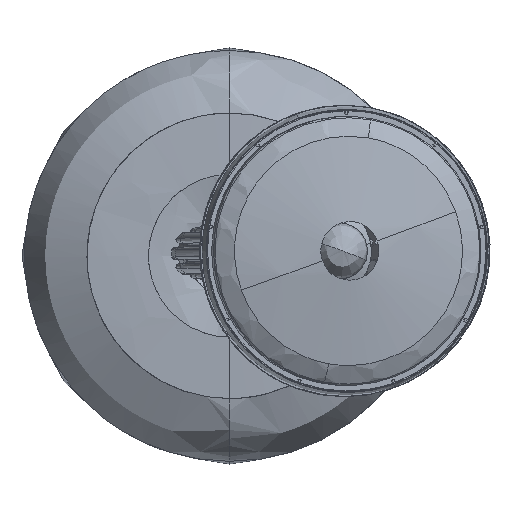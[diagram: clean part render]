
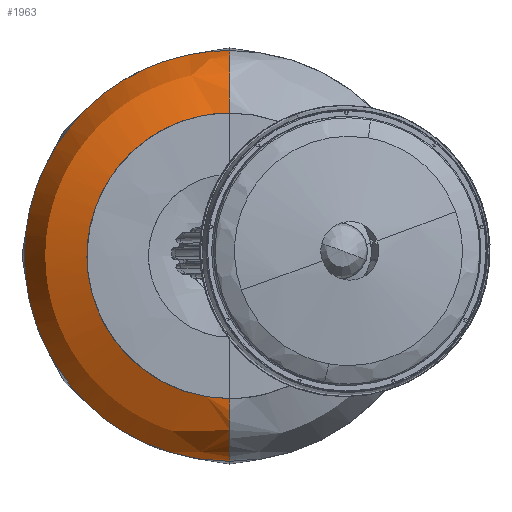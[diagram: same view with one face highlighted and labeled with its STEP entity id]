
A CAD part, top view. The second image highlights one B-rep face of the part: STEP entity #1963.
In plain terms, the highlighted free-form (B-spline) face has degree [2, 2] with [5, 9] control points.
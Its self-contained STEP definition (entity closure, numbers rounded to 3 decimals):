
#802=(
BOUNDED_CURVE()
B_SPLINE_CURVE(2,(#44717,#44718,#44719),.UNSPECIFIED.,.F.,.F.)
B_SPLINE_CURVE_WITH_KNOTS((3,3),(240.096,307.441),
 .UNSPECIFIED.)
CURVE()
GEOMETRIC_REPRESENTATION_ITEM()
RATIONAL_B_SPLINE_CURVE((1.,0.782,1.))
REPRESENTATION_ITEM('')
);
#811=(
BOUNDED_CURVE()
B_SPLINE_CURVE(2,(#44807,#44808,#44809,#44810,#44811,#44812,#44813),
 .UNSPECIFIED.,.F.,.F.)
B_SPLINE_CURVE_WITH_KNOTS((3,2,2,3),(0.75,0.813,1.,1.25),
 .UNSPECIFIED.)
CURVE()
GEOMETRIC_REPRESENTATION_ITEM()
RATIONAL_B_SPLINE_CURVE((1.,0.981,1.,0.831,1.,0.707,
1.))
REPRESENTATION_ITEM('')
);
#812=(
BOUNDED_CURVE()
B_SPLINE_CURVE(2,(#44814,#44815,#44816),.UNSPECIFIED.,.F.,.F.)
B_SPLINE_CURVE_WITH_KNOTS((3,3),(240.096,307.441),
 .UNSPECIFIED.)
CURVE()
GEOMETRIC_REPRESENTATION_ITEM()
RATIONAL_B_SPLINE_CURVE((1.,0.782,1.))
REPRESENTATION_ITEM('')
);
#813=(
BOUNDED_CURVE()
B_SPLINE_CURVE(2,(#44817,#44818,#44819,#44820,#44821,#44822,#44823),
 .UNSPECIFIED.,.F.,.F.)
B_SPLINE_CURVE_WITH_KNOTS((3,2,2,3),(0.75,0.813,1.,1.25),.UNSPECIFIED.)
CURVE()
GEOMETRIC_REPRESENTATION_ITEM()
RATIONAL_B_SPLINE_CURVE((1.,0.981,1.,0.831,1.,0.707,
1.))
REPRESENTATION_ITEM('')
);
#1963=ADVANCED_FACE('',(#2646),#17212,.T.);
#2646=FACE_OUTER_BOUND('',#3605,.T.);
#3605=EDGE_LOOP('',(#6540,#6541,#6542,#6543));
#6540=ORIENTED_EDGE('',*,*,#10430,.T.);
#6541=ORIENTED_EDGE('',*,*,#10419,.T.);
#6542=ORIENTED_EDGE('',*,*,#10432,.F.);
#6543=ORIENTED_EDGE('',*,*,#10431,.F.);
#10419=EDGE_CURVE('',#16008,#16009,#802,.T.);
#10430=EDGE_CURVE('',#16013,#16008,#811,.T.);
#10431=EDGE_CURVE('',#16013,#16014,#812,.T.);
#10432=EDGE_CURVE('',#16014,#16009,#813,.T.);
#16008=VERTEX_POINT('',#44637);
#16009=VERTEX_POINT('',#44638);
#16013=VERTEX_POINT('',#44642);
#16014=VERTEX_POINT('',#44643);
#17212=(
BOUNDED_SURFACE()
B_SPLINE_SURFACE(2,2,((#44569,#44570,#44571,#44572,#44573,#44574,#44575,
#44576,#44577),(#44578,#44579,#44580,#44581,#44582,#44583,#44584,#44585,
#44586),(#44587,#44588,#44589,#44590,#44591,#44592,#44593,#44594,#44595),
(#44596,#44597,#44598,#44599,#44600,#44601,#44602,#44603,#44604),(#44605,
#44606,#44607,#44608,#44609,#44610,#44611,#44612,#44613)),.UNSPECIFIED.,
 .F.,.F.,.F.)
B_SPLINE_SURFACE_WITH_KNOTS((3,2,3),(3,2,2,2,3),(309.486,464.23,
618.973),(0.,78.54,157.08,235.619,
314.159),.UNSPECIFIED.)
GEOMETRIC_REPRESENTATION_ITEM()
RATIONAL_B_SPLINE_SURFACE(((1.,0.707,1.,0.707,1.,
0.707,1.,0.707,1.),(0.707,0.5,0.707,
0.5,0.707,0.5,0.707,0.5,0.707),(1.,
0.707,1.,0.707,1.,0.707,1.,0.707,
1.),(0.707,0.5,0.707,0.5,0.707,0.5,
0.707,0.5,0.707),(1.,0.707,1.,0.707,
1.,0.707,1.,0.707,1.)))
REPRESENTATION_ITEM('')
SURFACE()
);
#44569=CARTESIAN_POINT('',(-266.934,977.2,-979.619));
#44570=CARTESIAN_POINT('',(-266.934,977.2,-1029.619));
#44571=CARTESIAN_POINT('',(-266.934,1027.2,-1029.619));
#44572=CARTESIAN_POINT('',(-266.934,1077.2,-1029.619));
#44573=CARTESIAN_POINT('',(-266.934,1077.2,-979.619));
#44574=CARTESIAN_POINT('',(-266.934,1077.2,-929.619));
#44575=CARTESIAN_POINT('',(-266.934,1027.2,-929.619));
#44576=CARTESIAN_POINT('',(-266.934,977.2,-929.619));
#44577=CARTESIAN_POINT('',(-266.934,977.2,-979.619));
#44578=CARTESIAN_POINT('',(-415.447,977.2,-979.619));
#44579=CARTESIAN_POINT('',(-415.447,977.2,-1029.619));
#44580=CARTESIAN_POINT('',(-365.447,1027.2,-1029.619));
#44581=CARTESIAN_POINT('',(-315.447,1077.2,-1029.619));
#44582=CARTESIAN_POINT('',(-315.447,1077.2,-979.619));
#44583=CARTESIAN_POINT('',(-315.447,1077.2,-929.619));
#44584=CARTESIAN_POINT('',(-365.447,1027.2,-929.619));
#44585=CARTESIAN_POINT('',(-415.447,977.2,-929.619));
#44586=CARTESIAN_POINT('',(-415.447,977.2,-979.619));
#44587=CARTESIAN_POINT('',(-415.447,1125.712,-979.619));
#44588=CARTESIAN_POINT('',(-415.447,1125.712,-1029.619));
#44589=CARTESIAN_POINT('',(-365.447,1125.712,-1029.619));
#44590=CARTESIAN_POINT('',(-315.447,1125.712,-1029.619));
#44591=CARTESIAN_POINT('',(-315.447,1125.712,-979.619));
#44592=CARTESIAN_POINT('',(-315.447,1125.712,-929.619));
#44593=CARTESIAN_POINT('',(-365.447,1125.712,-929.619));
#44594=CARTESIAN_POINT('',(-415.447,1125.712,-929.619));
#44595=CARTESIAN_POINT('',(-415.447,1125.712,-979.619));
#44596=CARTESIAN_POINT('',(-415.447,1274.225,-979.619));
#44597=CARTESIAN_POINT('',(-415.447,1274.225,-1029.619));
#44598=CARTESIAN_POINT('',(-365.447,1224.225,-1029.619));
#44599=CARTESIAN_POINT('',(-315.447,1174.225,-1029.619));
#44600=CARTESIAN_POINT('',(-315.447,1174.225,-979.619));
#44601=CARTESIAN_POINT('',(-315.447,1174.225,-929.619));
#44602=CARTESIAN_POINT('',(-365.447,1224.225,-929.619));
#44603=CARTESIAN_POINT('',(-415.447,1274.225,-929.619));
#44604=CARTESIAN_POINT('',(-415.447,1274.225,-979.619));
#44605=CARTESIAN_POINT('',(-266.934,1274.225,-979.619));
#44606=CARTESIAN_POINT('',(-266.934,1274.225,-1029.619));
#44607=CARTESIAN_POINT('',(-266.934,1224.225,-1029.619));
#44608=CARTESIAN_POINT('',(-266.934,1174.225,-1029.619));
#44609=CARTESIAN_POINT('',(-266.934,1174.225,-979.619));
#44610=CARTESIAN_POINT('',(-266.934,1174.225,-929.619));
#44611=CARTESIAN_POINT('',(-266.934,1224.225,-929.619));
#44612=CARTESIAN_POINT('',(-266.934,1274.225,-929.619));
#44613=CARTESIAN_POINT('',(-266.934,1274.225,-979.619));
#44637=CARTESIAN_POINT('',(-266.934,1228.695,-929.819));
#44638=CARTESIAN_POINT('',(-266.934,1273.774,-972.921));
#44642=CARTESIAN_POINT('',(-266.934,1022.73,-929.819));
#44643=CARTESIAN_POINT('',(-266.934,977.651,-972.921));
#44717=CARTESIAN_POINT('',(-266.934,1228.695,-929.819));
#44718=CARTESIAN_POINT('',(-266.934,1268.43,-933.386));
#44719=CARTESIAN_POINT('',(-266.934,1273.774,-972.921));
#44807=CARTESIAN_POINT('',(-266.934,1022.73,-929.819));
#44808=CARTESIAN_POINT('',(-287.676,1022.836,-929.819));
#44809=CARTESIAN_POINT('',(-306.344,1030.569,-929.819));
#44810=CARTESIAN_POINT('',(-369.917,1056.902,-929.819));
#44811=CARTESIAN_POINT('',(-369.917,1125.712,-929.819));
#44812=CARTESIAN_POINT('',(-369.917,1228.695,-929.819));
#44813=CARTESIAN_POINT('',(-266.934,1228.695,-929.819));
#44814=CARTESIAN_POINT('',(-266.934,1022.73,-929.819));
#44815=CARTESIAN_POINT('',(-266.934,982.995,-933.386));
#44816=CARTESIAN_POINT('',(-266.934,977.651,-972.921));
#44817=CARTESIAN_POINT('',(-266.934,977.651,-972.921));
#44818=CARTESIAN_POINT('',(-296.755,977.804,-972.921));
#44819=CARTESIAN_POINT('',(-323.595,988.921,-972.921));
#44820=CARTESIAN_POINT('',(-414.996,1026.781,-972.921));
#44821=CARTESIAN_POINT('',(-414.996,1125.712,-972.921));
#44822=CARTESIAN_POINT('',(-414.996,1273.774,-972.921));
#44823=CARTESIAN_POINT('',(-266.934,1273.774,-972.921));
